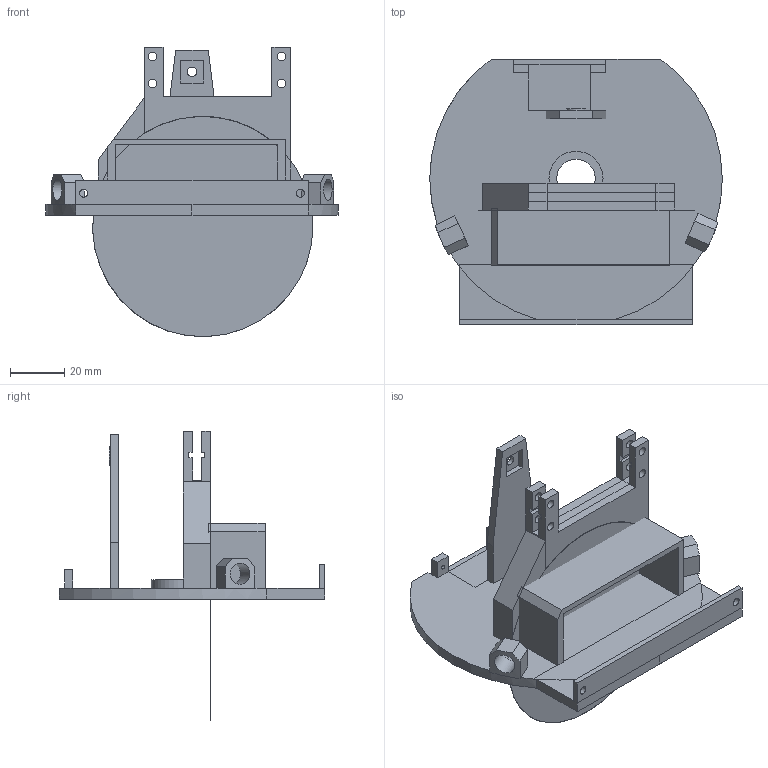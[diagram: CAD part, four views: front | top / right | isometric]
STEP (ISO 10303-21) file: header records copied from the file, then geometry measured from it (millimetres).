
FILE_DESCRIPTION(('FreeCAD Model'),'2;1');
FILE_NAME('Open CASCADE Shape Model','2024-12-18T22:44:55',('Author'),( ''),'Open CASCADE STEP processor 7.5','FreeCAD','Unknown');
FILE_SCHEMA(('AUTOMOTIVE_DESIGN { 1 0 10303 214 1 1 1 1 }'));
Length unit declared in the file: millimetre
Products named in the file (7): 3-in-beta-hardware-plate001; Servo-Hardware003; spinning-hardware-plate004; black_servo_towers004; towers004; harware-plate-wire-manager001; Body083
Assembly tree (6 placements, depth 3):
  3-in-beta-hardware-plate001
    Servo-Hardware003
      spinning-hardware-plate004
    black_servo_towers004
      towers004
    harware-plate-wire-manager001
      Body083
Bounding box: 108 x 98 x 106.83 mm (x, y, z)
Volume: 75042.8 mm3; surface area: 47414.7 mm2
Topology: 3 solids, 3 shells, 149 faces, 387 edges, 247 vertices
Faces by surface type: plane 125, cylinder 24
Full cylindrical faces by diameter (mm): 1.6 x2, 3 x2, 3.2 x8, 3.45 x1, 6.9 x1, 7.9 x2, 14.2 x1, 20 x1
Entity records: 10078 total; most frequent: CARTESIAN_POINT 2066, DIRECTION 1492, LINE 1011, VECTOR 1011, ORIENTED_EDGE 768, PCURVE 768, DEFINITIONAL_REPRESENTATION 768, EDGE_CURVE 384
